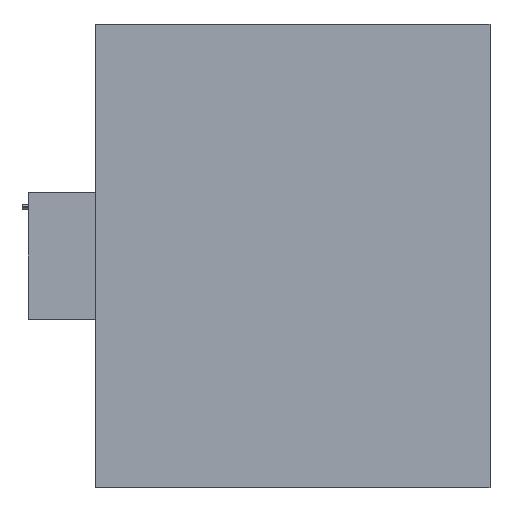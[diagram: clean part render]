
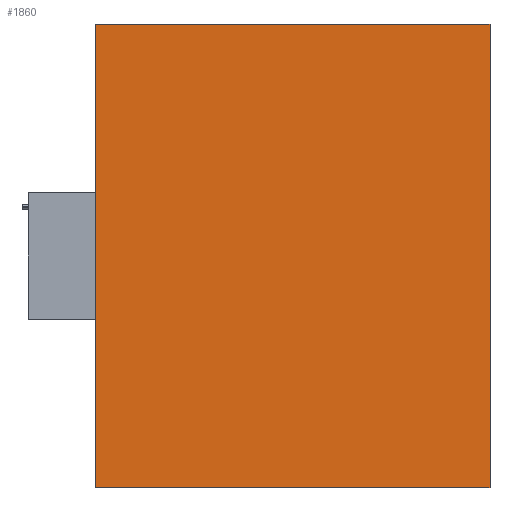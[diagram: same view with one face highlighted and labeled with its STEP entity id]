
A CAD part, left-side view. The second image highlights one B-rep face of the part: STEP entity #1860.
In plain terms, the highlighted planar face has unit normal (-1, 0, 0).
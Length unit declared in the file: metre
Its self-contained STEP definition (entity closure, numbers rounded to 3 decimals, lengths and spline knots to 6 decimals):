
#19 = VECTOR ( 'NONE', #93, 1. ) ;
#58 = CARTESIAN_POINT ( 'NONE',  ( -3.69, -1.265, -0.52 ) ) ;
#78 = DIRECTION ( 'NONE',  ( 0., 1., 0. ) ) ;
#93 = DIRECTION ( 'NONE',  ( 0., 0., -1. ) ) ;
#120 = PLANE ( 'NONE',  #609 ) ;
#157 = EDGE_CURVE ( 'NONE', #511, #1666, #489, .T. ) ;
#260 = EDGE_CURVE ( 'NONE', #1588, #1100, #1863, .T. ) ;
#351 = VECTOR ( 'NONE', #735, 1. ) ;
#369 = CARTESIAN_POINT ( 'NONE',  ( -3.69, 0., -0.52 ) ) ;
#394 = EDGE_LOOP ( 'NONE', ( #640, #497, #1127, #2160 ) ) ;
#431 = CARTESIAN_POINT ( 'NONE',  ( -3.69, -1.265, 0.965 ) ) ;
#489 = LINE ( 'NONE', #369, #351 ) ;
#497 = ORIENTED_EDGE ( 'NONE', *, *, #2164, .F. ) ;
#511 = VERTEX_POINT ( 'NONE', #997 ) ;
#609 = AXIS2_PLACEMENT_3D ( 'NONE', #1570, #1350, #1693 ) ;
#640 = ORIENTED_EDGE ( 'NONE', *, *, #157, .T. ) ;
#691 = CARTESIAN_POINT ( 'NONE',  ( -3.69, 0., -0.52 ) ) ;
#735 = DIRECTION ( 'NONE',  ( 0., 0., -1. ) ) ;
#997 = CARTESIAN_POINT ( 'NONE',  ( -3.69, 0., 0.965 ) ) ;
#1071 = CARTESIAN_POINT ( 'NONE',  ( -3.69, -1.265, -0.52 ) ) ;
#1100 = VERTEX_POINT ( 'NONE', #1948 ) ;
#1126 = EDGE_CURVE ( 'NONE', #1588, #511, #2078, .T. ) ;
#1127 = ORIENTED_EDGE ( 'NONE', *, *, #260, .F. ) ;
#1350 = DIRECTION ( 'NONE',  ( 1., 0., 0. ) ) ;
#1570 = CARTESIAN_POINT ( 'NONE',  ( -3.69, -1.265, -0.52 ) ) ;
#1588 = VERTEX_POINT ( 'NONE', #431 ) ;
#1593 = LINE ( 'NONE', #1071, #2301 ) ;
#1666 = VERTEX_POINT ( 'NONE', #691 ) ;
#1689 = VECTOR ( 'NONE', #78, 1. ) ;
#1693 = DIRECTION ( 'NONE',  ( 0., 1., 0. ) ) ;
#1795 = DIRECTION ( 'NONE',  ( 0., 1., 0. ) ) ;
#1860 = ADVANCED_FACE ( 'NONE', ( #2226 ), #120, .F. ) ;
#1863 = LINE ( 'NONE', #58, #19 ) ;
#1948 = CARTESIAN_POINT ( 'NONE',  ( -3.69, -1.265, -0.52 ) ) ;
#2038 = CARTESIAN_POINT ( 'NONE',  ( -3.69, -1.265, 0.965 ) ) ;
#2078 = LINE ( 'NONE', #2038, #1689 ) ;
#2160 = ORIENTED_EDGE ( 'NONE', *, *, #1126, .T. ) ;
#2164 = EDGE_CURVE ( 'NONE', #1100, #1666, #1593, .T. ) ;
#2226 = FACE_OUTER_BOUND ( 'NONE', #394, .T. ) ;
#2301 = VECTOR ( 'NONE', #1795, 1. ) ;
